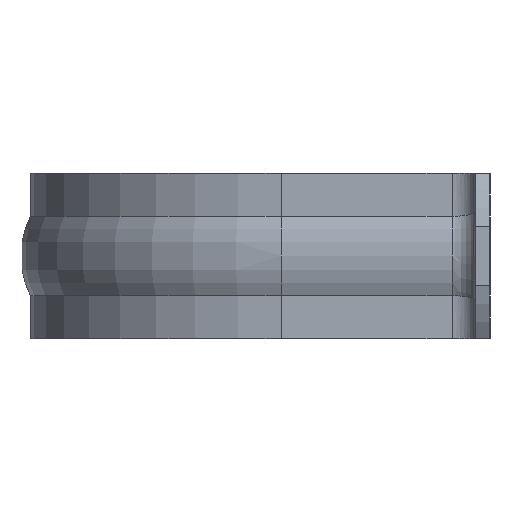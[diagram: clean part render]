
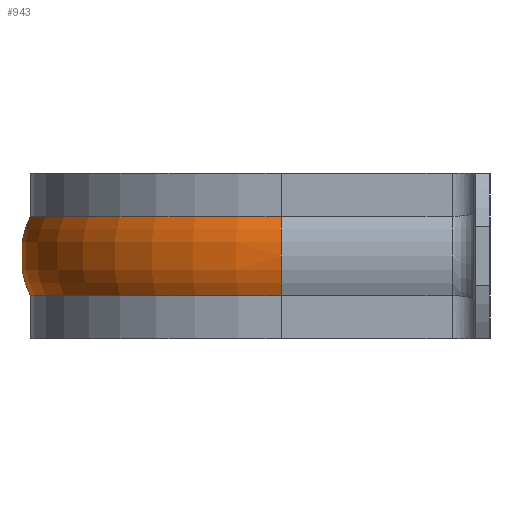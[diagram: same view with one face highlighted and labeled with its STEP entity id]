
A CAD part, left-side view. The second image highlights one B-rep face of the part: STEP entity #943.
In plain terms, the highlighted toroidal (fillet/blend) face has major radius 14.586 mm and minor radius 7.414 mm.
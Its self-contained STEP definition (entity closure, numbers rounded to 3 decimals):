
#44=TOROIDAL_SURFACE('',#1068,14.586,7.414);
#279=FACE_OUTER_BOUND('',#337,.T.);
#337=EDGE_LOOP('',(#869,#870,#871,#872));
#383=CIRCLE('',#1035,7.414);
#387=CIRCLE('',#1045,7.414);
#394=CIRCLE('',#1063,21.2);
#396=CIRCLE('',#1067,21.2);
#460=VERTEX_POINT('',#1788);
#461=VERTEX_POINT('',#1792);
#469=VERTEX_POINT('',#1844);
#471=VERTEX_POINT('',#1850);
#578=EDGE_CURVE('',#460,#461,#383,.T.);
#594=EDGE_CURVE('',#471,#469,#387,.T.);
#614=EDGE_CURVE('',#460,#471,#394,.T.);
#616=EDGE_CURVE('',#461,#469,#396,.T.);
#869=ORIENTED_EDGE('',*,*,#578,.T.);
#870=ORIENTED_EDGE('',*,*,#616,.T.);
#871=ORIENTED_EDGE('',*,*,#594,.F.);
#872=ORIENTED_EDGE('',*,*,#614,.F.);
#943=ADVANCED_FACE('',(#279),#44,.T.);
#1035=AXIS2_PLACEMENT_3D('',#1794,#1261,#1262);
#1045=AXIS2_PLACEMENT_3D('',#1852,#1291,#1292);
#1063=AXIS2_PLACEMENT_3D('',#1892,#1340,#1341);
#1067=AXIS2_PLACEMENT_3D('',#1896,#1348,#1349);
#1068=AXIS2_PLACEMENT_3D('',#1897,#1350,#1351);
#1261=DIRECTION('center_axis',(0.,1.,0.));
#1262=DIRECTION('ref_axis',(0.892,0.,-0.452));
#1291=DIRECTION('center_axis',(0.,-1.,0.));
#1292=DIRECTION('ref_axis',(-0.892,0.,-0.452));
#1340=DIRECTION('center_axis',(0.,0.,1.));
#1341=DIRECTION('ref_axis',(1.,0.,0.));
#1348=DIRECTION('center_axis',(0.,0.,1.));
#1349=DIRECTION('ref_axis',(1.,0.,0.));
#1350=DIRECTION('center_axis',(0.,0.,1.));
#1351=DIRECTION('ref_axis',(1.,0.,0.));
#1788=CARTESIAN_POINT('',(21.2,-21.2,3.35));
#1792=CARTESIAN_POINT('',(21.2,-21.2,-3.35));
#1794=CARTESIAN_POINT('Origin',(14.586,-21.2,0.));
#1844=CARTESIAN_POINT('',(-21.2,-21.2,-3.35));
#1850=CARTESIAN_POINT('',(-21.2,-21.2,3.35));
#1852=CARTESIAN_POINT('Origin',(-14.586,-21.2,0.));
#1892=CARTESIAN_POINT('Origin',(0.,-21.2,3.35));
#1896=CARTESIAN_POINT('Origin',(0.,-21.2,-3.35));
#1897=CARTESIAN_POINT('Origin',(0.,-21.2,0.));
